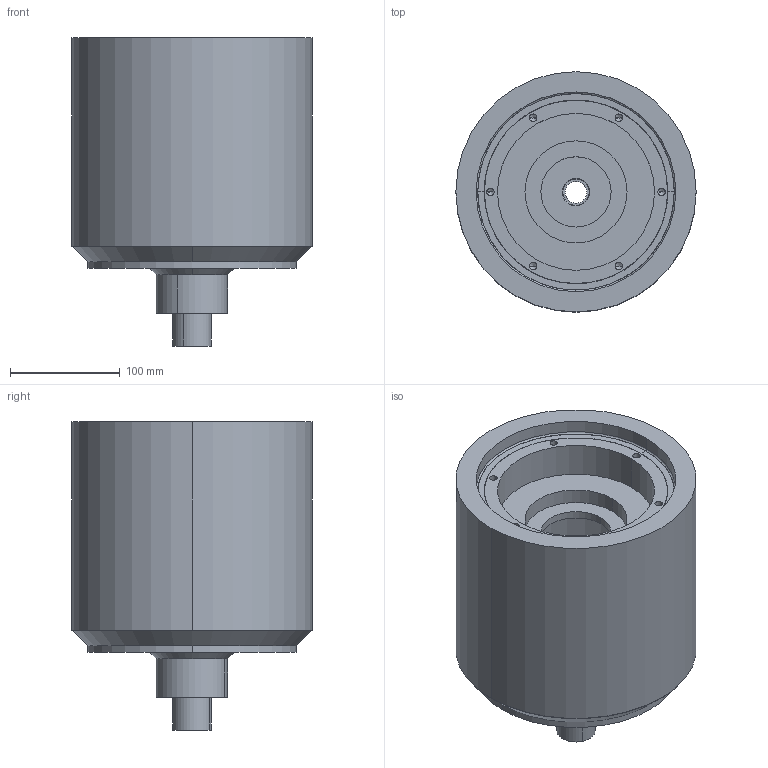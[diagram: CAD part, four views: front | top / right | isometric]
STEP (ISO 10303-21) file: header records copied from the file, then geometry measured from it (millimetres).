
FILE_DESCRIPTION (( 'STEP AP214' ), '1' );
FILE_NAME ('TB-2002-Solid.STEP', '2024-05-28T14:02:21', ( '' ), ( '' ), 'SwSTEP 2.0', 'SolidWorks 2023', '' );
FILE_SCHEMA (( 'AUTOMOTIVE_DESIGN' ));
Length unit declared in the file: millimetre
Products named in the file (1): TB-2002-Solid
Bounding box: 219 x 219 x 281 mm (x, y, z)
Volume: 3866968.2 mm3; surface area: 514069.3 mm2
Topology: 9 solids, 9 shells, 96 faces, 208 edges, 122 vertices
Faces by surface type: cylinder 50, cone 24, plane 16, bspline 4, torus 2
Entity records: 4371 total; most frequent: CARTESIAN_POINT 2155, DIRECTION 476, ORIENTED_EDGE 392, AXIS2_PLACEMENT_3D 201, EDGE_CURVE 196, VERTEX_POINT 122, EDGE_LOOP 118, CIRCLE 108
